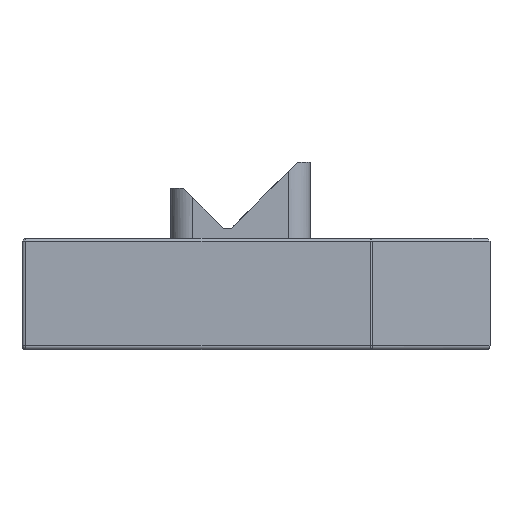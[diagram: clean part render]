
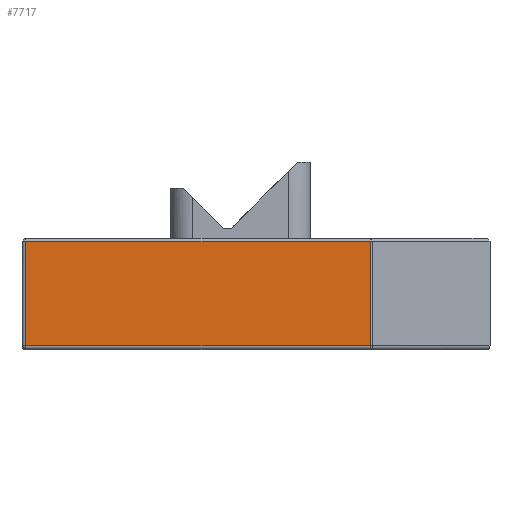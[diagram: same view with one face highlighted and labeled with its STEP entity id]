
A CAD part, left-side view. The second image highlights one B-rep face of the part: STEP entity #7717.
In plain terms, the highlighted planar face has unit normal (-1, 0, 0).
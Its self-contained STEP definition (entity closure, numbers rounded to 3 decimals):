
#831=FACE_OUTER_BOUND('',#1298,.T.);
#1298=EDGE_LOOP('',(#5578,#5579,#5580,#5581));
#1904=LINE('',#12163,#2633);
#1929=LINE('',#12232,#2658);
#1930=LINE('',#12236,#2659);
#1931=LINE('',#12237,#2660);
#2633=VECTOR('',#9507,10.);
#2658=VECTOR('',#9578,10.);
#2659=VECTOR('',#9583,10.);
#2660=VECTOR('',#9584,10.);
#3469=VERTEX_POINT('',#12153);
#3471=VERTEX_POINT('',#12159);
#3493=VERTEX_POINT('',#12231);
#3494=VERTEX_POINT('',#12235);
#4236=EDGE_CURVE('',#3469,#3471,#1904,.T.);
#4271=EDGE_CURVE('',#3471,#3493,#1929,.T.);
#4273=EDGE_CURVE('',#3494,#3469,#1930,.T.);
#4274=EDGE_CURVE('',#3493,#3494,#1931,.T.);
#5578=ORIENTED_EDGE('',*,*,#4236,.F.);
#5579=ORIENTED_EDGE('',*,*,#4273,.F.);
#5580=ORIENTED_EDGE('',*,*,#4274,.F.);
#5581=ORIENTED_EDGE('',*,*,#4271,.F.);
#7495=PLANE('',#8327);
#7717=ADVANCED_FACE('',(#831),#7495,.T.);
#8327=AXIS2_PLACEMENT_3D('',#12234,#9581,#9582);
#9507=DIRECTION('',(0.,-1.,0.));
#9578=DIRECTION('',(0.,0.,-1.));
#9581=DIRECTION('center_axis',(-1.,0.,0.));
#9582=DIRECTION('ref_axis',(0.,1.,0.));
#9583=DIRECTION('',(0.,0.,1.));
#9584=DIRECTION('',(0.,1.,0.));
#12153=CARTESIAN_POINT('',(0.,67.5,-0.4));
#12159=CARTESIAN_POINT('',(0.,21.117,-0.4));
#12163=CARTESIAN_POINT('',(0.,28.705,-0.4));
#12231=CARTESIAN_POINT('',(0.,21.117,-14.5));
#12232=CARTESIAN_POINT('',(0.,21.117,0.));
#12234=CARTESIAN_POINT('Origin',(0.,20.91,0.));
#12235=CARTESIAN_POINT('',(0.,67.5,-14.5));
#12236=CARTESIAN_POINT('',(0.,67.5,0.));
#12237=CARTESIAN_POINT('',(0.,28.705,-14.5));
